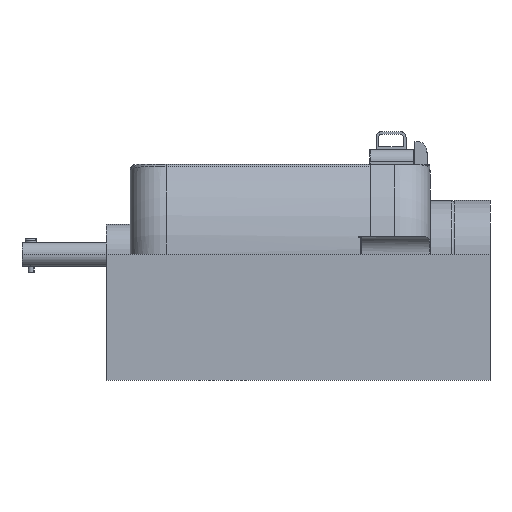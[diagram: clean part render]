
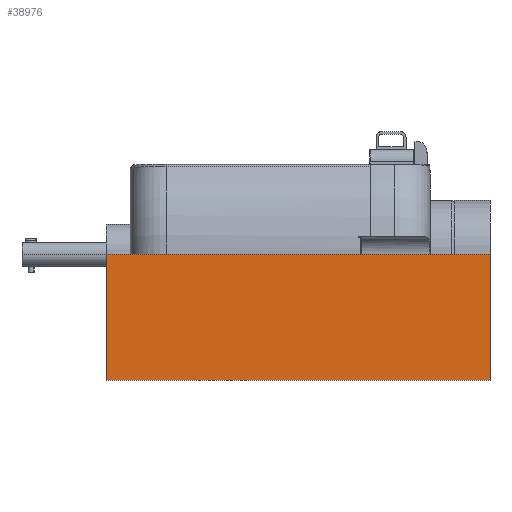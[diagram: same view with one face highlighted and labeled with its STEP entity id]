
A CAD part, left-side view. The second image highlights one B-rep face of the part: STEP entity #38976.
In plain terms, the highlighted face is planar.
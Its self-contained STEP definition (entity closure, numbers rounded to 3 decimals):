
#38767=CARTESIAN_POINT('Vertex',(17.5,-10.5,0.)) ;
#38770=CARTESIAN_POINT('Line Origine',(17.5,-10.5,16.)) ;
#38774=CARTESIAN_POINT('Vertex',(17.5,-10.5,32.)) ;
#38912=CARTESIAN_POINT('Vertex',(17.5,0.,0.)) ;
#38915=CARTESIAN_POINT('Line Origine',(17.5,-5.25,0.)) ;
#38945=CARTESIAN_POINT('Axis2P3D Location',(17.5,0.,0.)) ;
#38950=CARTESIAN_POINT('Line Origine',(17.5,0.,1.5)) ;
#38954=CARTESIAN_POINT('Vertex',(17.5,0.,3.)) ;
#38957=CARTESIAN_POINT('Line Origine',(17.5,0.,17.5)) ;
#38961=CARTESIAN_POINT('Vertex',(17.5,0.,32.)) ;
#38964=CARTESIAN_POINT('Line Origine',(17.5,-5.25,32.)) ;
#38771=DIRECTION('Vector Direction',(0.,0.,1.)) ;
#38916=DIRECTION('Vector Direction',(0.,-1.,0.)) ;
#38946=DIRECTION('Axis2P3D Direction',(-1.,0.,0.)) ;
#38947=DIRECTION('Axis2P3D XDirection',(0.,-1.,0.)) ;
#38951=DIRECTION('Vector Direction',(0.,0.,1.)) ;
#38958=DIRECTION('Vector Direction',(0.,0.,1.)) ;
#38965=DIRECTION('Vector Direction',(0.,1.,0.)) ;
#38948=AXIS2_PLACEMENT_3D('Plane Axis2P3D',#38945,#38946,#38947) ;
#38970=ORIENTED_EDGE('',*,*,#38776,.F.) ;
#38971=ORIENTED_EDGE('',*,*,#38919,.T.) ;
#38972=ORIENTED_EDGE('',*,*,#38956,.T.) ;
#38973=ORIENTED_EDGE('',*,*,#38963,.T.) ;
#38974=ORIENTED_EDGE('',*,*,#38968,.F.) ;
#38772=VECTOR('Line Direction',#38771,1.) ;
#38917=VECTOR('Line Direction',#38916,1.) ;
#38952=VECTOR('Line Direction',#38951,1.) ;
#38959=VECTOR('Line Direction',#38958,1.) ;
#38966=VECTOR('Line Direction',#38965,1.) ;
#38976=ADVANCED_FACE('PartBody',(#38975),#38949,.F.) ;
#38776=EDGE_CURVE('',#38768,#38775,#38773,.T.) ;
#38919=EDGE_CURVE('',#38768,#38913,#38918,.F.) ;
#38956=EDGE_CURVE('',#38913,#38955,#38953,.T.) ;
#38963=EDGE_CURVE('',#38955,#38962,#38960,.T.) ;
#38968=EDGE_CURVE('',#38775,#38962,#38967,.T.) ;
#38969=EDGE_LOOP('',(#38970,#38971,#38972,#38973,#38974)) ;
#38975=FACE_OUTER_BOUND('',#38969,.T.) ;
#38773=LINE('Line',#38770,#38772) ;
#38918=LINE('Line',#38915,#38917) ;
#38953=LINE('Line',#38950,#38952) ;
#38960=LINE('Line',#38957,#38959) ;
#38967=LINE('Line',#38964,#38966) ;
#38949=PLANE('',#38948) ;
#38768=VERTEX_POINT('',#38767) ;
#38775=VERTEX_POINT('',#38774) ;
#38913=VERTEX_POINT('',#38912) ;
#38955=VERTEX_POINT('',#38954) ;
#38962=VERTEX_POINT('',#38961) ;
